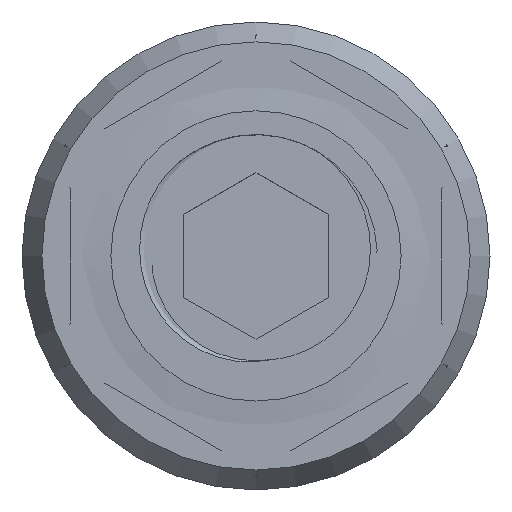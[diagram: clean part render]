
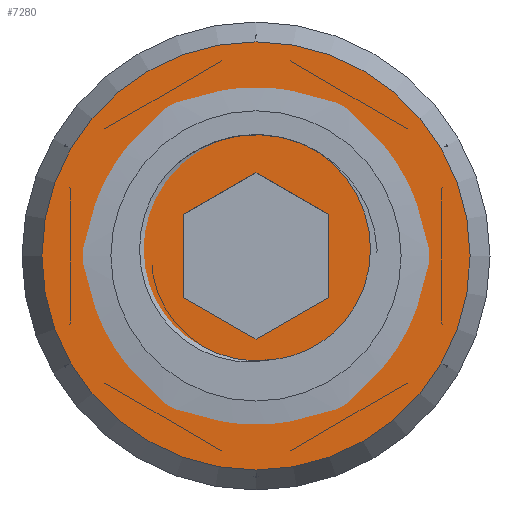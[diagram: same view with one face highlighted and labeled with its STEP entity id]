
A CAD part, top view. The second image highlights one B-rep face of the part: STEP entity #7280.
In plain terms, the highlighted planar face has unit normal (0, 0, 1).
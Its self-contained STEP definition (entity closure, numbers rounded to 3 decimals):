
#179=CIRCLE('',#7669,4.415);
#1659=ORIENTED_EDGE('',*,*,#2971,.F.);
#1660=ORIENTED_EDGE('',*,*,#2972,.F.);
#1661=ORIENTED_EDGE('',*,*,#2973,.F.);
#1662=ORIENTED_EDGE('',*,*,#2974,.F.);
#1663=ORIENTED_EDGE('',*,*,#2975,.F.);
#1664=ORIENTED_EDGE('',*,*,#2976,.F.);
#1665=ORIENTED_EDGE('',*,*,#2977,.T.);
#2971=EDGE_CURVE('',#3701,#3702,#4122,.T.);
#2972=EDGE_CURVE('',#3703,#3701,#4123,.T.);
#2973=EDGE_CURVE('',#3704,#3703,#4124,.T.);
#2974=EDGE_CURVE('',#3705,#3704,#4125,.T.);
#2975=EDGE_CURVE('',#3706,#3705,#4126,.T.);
#2976=EDGE_CURVE('',#3702,#3706,#4127,.T.);
#2977=EDGE_CURVE('',#3707,#3707,#179,.T.);
#3701=VERTEX_POINT('',#15289);
#3702=VERTEX_POINT('',#15290);
#3703=VERTEX_POINT('',#15292);
#3704=VERTEX_POINT('',#15294);
#3705=VERTEX_POINT('',#15296);
#3706=VERTEX_POINT('',#15298);
#3707=VERTEX_POINT('',#15301);
#4122=LINE('',#15288,#4405);
#4123=LINE('',#15291,#4406);
#4124=LINE('',#15293,#4407);
#4125=LINE('',#15295,#4408);
#4126=LINE('',#15297,#4409);
#4127=LINE('',#15299,#4410);
#4405=VECTOR('',#8262,1000.);
#4406=VECTOR('',#8263,1000.);
#4407=VECTOR('',#8264,1000.);
#4408=VECTOR('',#8265,1000.);
#4409=VECTOR('',#8266,1000.);
#4410=VECTOR('',#8267,1000.);
#4774=EDGE_LOOP('',(#1659,#1660,#1661,#1662,#1663,#1664));
#4775=EDGE_LOOP('',(#1665));
#5202=FACE_BOUND('',#4774,.T.);
#5203=FACE_BOUND('',#4775,.T.);
#5550=PLANE('',#7668);
#7280=ADVANCED_FACE('',(#5202,#5203),#5550,.T.);
#7668=AXIS2_PLACEMENT_3D('',#15287,#8260,#8261);
#7669=AXIS2_PLACEMENT_3D('',#15300,#8268,#8269);
#8260=DIRECTION('',(0.,0.,1.));
#8261=DIRECTION('',(1.,0.,0.));
#8262=DIRECTION('',(0.,1.,0.));
#8263=DIRECTION('',(0.866,0.5,0.));
#8264=DIRECTION('',(0.866,-0.5,0.));
#8265=DIRECTION('',(0.,-1.,0.));
#8266=DIRECTION('',(-0.866,-0.5,0.));
#8267=DIRECTION('',(-0.866,0.5,0.));
#8268=DIRECTION('',(0.,0.,1.));
#8269=DIRECTION('',(1.,0.,0.));
#15287=CARTESIAN_POINT('',(0.,0.,3.951));
#15288=CARTESIAN_POINT('',(1.486,-0.858,3.951));
#15289=CARTESIAN_POINT('',(1.486,-0.858,3.951));
#15290=CARTESIAN_POINT('',(1.486,0.858,3.951));
#15291=CARTESIAN_POINT('',(0.,-1.716,3.951));
#15292=CARTESIAN_POINT('',(0.,-1.716,3.951));
#15293=CARTESIAN_POINT('',(-1.486,-0.858,3.951));
#15294=CARTESIAN_POINT('',(-1.486,-0.858,3.951));
#15295=CARTESIAN_POINT('',(-1.486,0.858,3.951));
#15296=CARTESIAN_POINT('',(-1.486,0.858,3.951));
#15297=CARTESIAN_POINT('',(0.,1.716,3.951));
#15298=CARTESIAN_POINT('',(0.,1.716,3.951));
#15299=CARTESIAN_POINT('',(1.486,0.858,3.951));
#15300=CARTESIAN_POINT('',(0.,0.,3.951));
#15301=CARTESIAN_POINT('',(4.415,0.,3.951));
